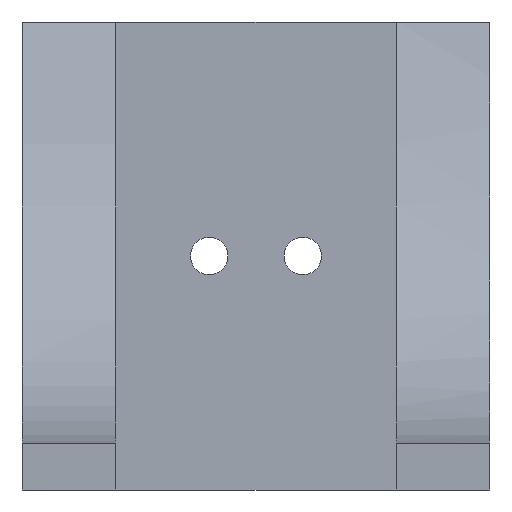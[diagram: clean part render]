
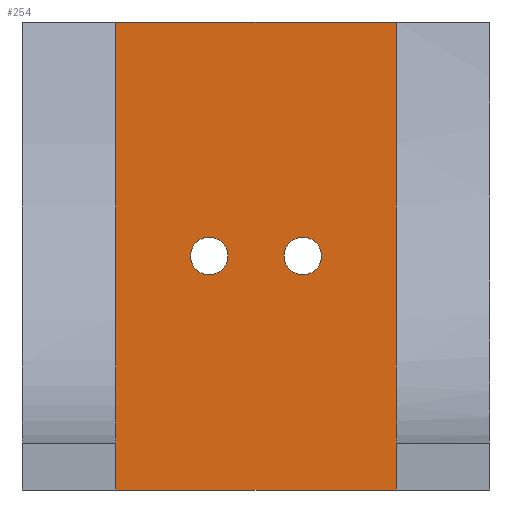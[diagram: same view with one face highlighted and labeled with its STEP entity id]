
A CAD part, left-side view. The second image highlights one B-rep face of the part: STEP entity #254.
In plain terms, the highlighted planar face has unit normal (-1, 0, 0).
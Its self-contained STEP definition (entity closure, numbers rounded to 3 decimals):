
#64 = VERTEX_POINT('',#65);
#65 = CARTESIAN_POINT('',(0.,-20.,0.));
#71 = EDGE_CURVE('',#72,#64,#74,.T.);
#72 = VERTEX_POINT('',#73);
#73 = CARTESIAN_POINT('',(0.,-5.,0.));
#74 = LINE('',#75,#76);
#75 = CARTESIAN_POINT('',(0.,0.,0.));
#76 = VECTOR('',#77,1.);
#77 = DIRECTION('',(0.,-1.,0.));
#254 = ADVANCED_FACE('',(#255,#280,#291),#302,.F.);
#255 = FACE_BOUND('',#256,.F.);
#256 = EDGE_LOOP('',(#257,#265,#266,#274));
#257 = ORIENTED_EDGE('',*,*,#258,.T.);
#258 = EDGE_CURVE('',#259,#72,#261,.T.);
#259 = VERTEX_POINT('',#260);
#260 = CARTESIAN_POINT('',(0.,-5.,-25.));
#261 = LINE('',#262,#263);
#262 = CARTESIAN_POINT('',(0.,-5.,-25.));
#263 = VECTOR('',#264,1.);
#264 = DIRECTION('',(0.,0.,1.));
#265 = ORIENTED_EDGE('',*,*,#71,.T.);
#266 = ORIENTED_EDGE('',*,*,#267,.F.);
#267 = EDGE_CURVE('',#268,#64,#270,.T.);
#268 = VERTEX_POINT('',#269);
#269 = CARTESIAN_POINT('',(0.,-20.,-25.));
#270 = LINE('',#271,#272);
#271 = CARTESIAN_POINT('',(0.,-20.,-25.));
#272 = VECTOR('',#273,1.);
#273 = DIRECTION('',(0.,0.,1.));
#274 = ORIENTED_EDGE('',*,*,#275,.T.);
#275 = EDGE_CURVE('',#268,#259,#276,.T.);
#276 = LINE('',#277,#278);
#277 = CARTESIAN_POINT('',(0.,-25.,-25.));
#278 = VECTOR('',#279,1.);
#279 = DIRECTION('',(0.,1.,0.));
#280 = FACE_BOUND('',#281,.F.);
#281 = EDGE_LOOP('',(#282));
#282 = ORIENTED_EDGE('',*,*,#283,.F.);
#283 = EDGE_CURVE('',#284,#284,#286,.T.);
#284 = VERTEX_POINT('',#285);
#285 = CARTESIAN_POINT('',(0.,-9.,-12.5));
#286 = CIRCLE('',#287,1.);
#287 = AXIS2_PLACEMENT_3D('',#288,#289,#290);
#288 = CARTESIAN_POINT('',(0.,-10.,-12.5));
#289 = DIRECTION('',(1.,0.,0.));
#290 = DIRECTION('',(0.,1.,0.));
#291 = FACE_BOUND('',#292,.F.);
#292 = EDGE_LOOP('',(#293));
#293 = ORIENTED_EDGE('',*,*,#294,.F.);
#294 = EDGE_CURVE('',#295,#295,#297,.T.);
#295 = VERTEX_POINT('',#296);
#296 = CARTESIAN_POINT('',(0.,-14.,-12.5));
#297 = CIRCLE('',#298,1.);
#298 = AXIS2_PLACEMENT_3D('',#299,#300,#301);
#299 = CARTESIAN_POINT('',(0.,-15.,-12.5));
#300 = DIRECTION('',(1.,0.,0.));
#301 = DIRECTION('',(0.,1.,0.));
#302 = PLANE('',#303);
#303 = AXIS2_PLACEMENT_3D('',#304,#305,#306);
#304 = CARTESIAN_POINT('',(0.,-12.5,-12.5));
#305 = DIRECTION('',(1.,0.,0.));
#306 = DIRECTION('',(0.,0.,1.));
